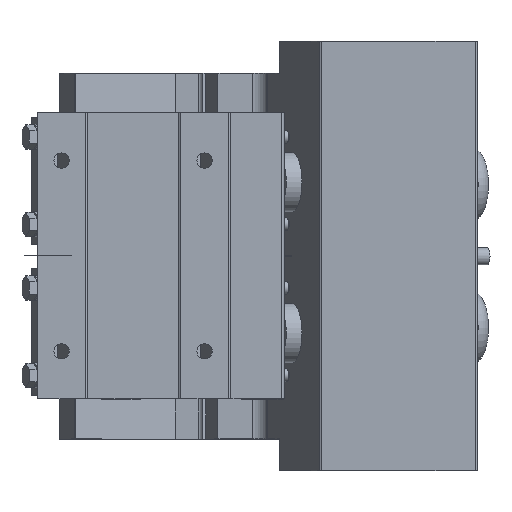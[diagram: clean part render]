
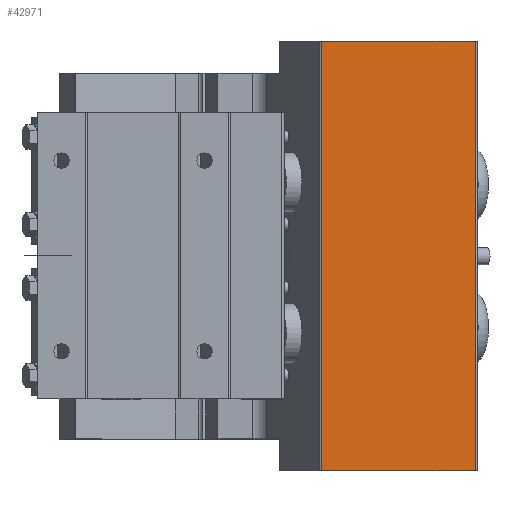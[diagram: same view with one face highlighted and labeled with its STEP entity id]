
A CAD part, top view. The second image highlights one B-rep face of the part: STEP entity #42971.
In plain terms, the highlighted planar face has unit normal (0, 0, 1).
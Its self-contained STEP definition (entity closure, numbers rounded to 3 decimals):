
#22803=ORIENTED_EDGE('',*,*,#28148,.F.);
#22804=ORIENTED_EDGE('',*,*,#28153,.T.);
#22805=ORIENTED_EDGE('',*,*,#28158,.F.);
#22806=ORIENTED_EDGE('',*,*,#28161,.F.);
#24024=VECTOR('',#35280,1.);
#24027=VECTOR('',#35289,1.);
#24031=VECTOR('',#35297,1.);
#24034=VECTOR('',#35308,1.);
#25208=LINE('',#39509,#24024);
#25211=LINE('',#39518,#24027);
#25215=LINE('',#39527,#24031);
#25218=LINE('',#39534,#24034);
#26467=VERTEX_POINT('',#39506);
#26468=VERTEX_POINT('',#39508);
#26471=VERTEX_POINT('',#39516);
#26474=VERTEX_POINT('',#39525);
#28148=EDGE_CURVE('',#26467,#26468,#25208,.T.);
#28153=EDGE_CURVE('',#26467,#26471,#25211,.T.);
#28158=EDGE_CURVE('',#26474,#26471,#25215,.T.);
#28161=EDGE_CURVE('',#26468,#26474,#25218,.T.);
#29400=EDGE_LOOP('',(#22803,#22804,#22805,#22806));
#30632=FACE_BOUND('',#29400,.T.);
#35280=DIRECTION('',(96.627,0.,0.));
#35289=DIRECTION('',(0.,-270.,0.));
#35297=DIRECTION('',(-96.627,0.,0.));
#35308=DIRECTION('',(0.,-270.,0.));
#35309=DIRECTION('',(0.,0.,1.));
#35310=DIRECTION('',(0.,-1.,0.));
#39506=CARTESIAN_POINT('',(296.854,-485.925,494.955));
#39508=CARTESIAN_POINT('',(393.481,-485.925,494.955));
#39509=CARTESIAN_POINT('',(296.854,-485.925,494.955));
#39516=CARTESIAN_POINT('',(296.854,-755.925,494.955));
#39518=CARTESIAN_POINT('',(296.854,-485.925,494.955));
#39525=CARTESIAN_POINT('',(393.481,-755.925,494.955));
#39527=CARTESIAN_POINT('',(393.481,-755.925,494.955));
#39534=CARTESIAN_POINT('',(393.481,-485.925,494.955));
#39535=CARTESIAN_POINT('',(393.481,-485.925,494.955));
#41372=AXIS2_PLACEMENT_3D('',#39535,#35309,#35310);
#42046=PLANE('',#41372);
#42971=ADVANCED_FACE('',(#30632),#42046,.T.);
